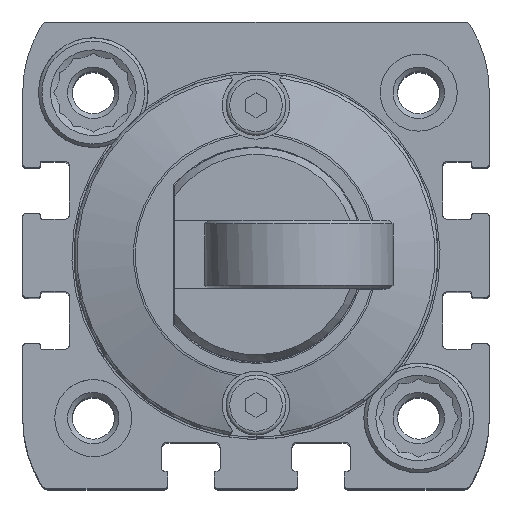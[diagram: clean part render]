
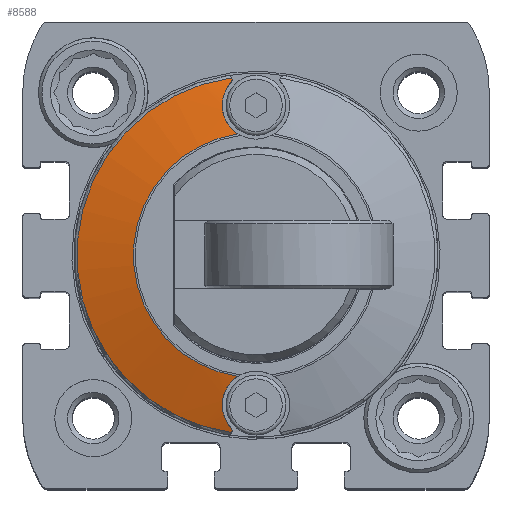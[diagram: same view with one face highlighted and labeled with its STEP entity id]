
A CAD part, top view. The second image highlights one B-rep face of the part: STEP entity #8588.
In plain terms, the highlighted spherical face has radius 65 mm.
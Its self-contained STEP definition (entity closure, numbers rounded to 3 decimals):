
#18=SPHERICAL_SURFACE('',#9540,65.);
#417=B_SPLINE_CURVE_WITH_KNOTS('',3,(#14837,#14838,#14839,#14840,#14841),
 .UNSPECIFIED.,.F.,.F.,(4,1,4),(0.001,0.005,
0.008),.UNSPECIFIED.);
#419=B_SPLINE_CURVE_WITH_KNOTS('',3,(#14856,#14857,#14858,#14859),
 .UNSPECIFIED.,.F.,.F.,(4,4),(0.,0.001),
 .UNSPECIFIED.);
#420=B_SPLINE_CURVE_WITH_KNOTS('',3,(#14861,#14862,#14863,#14864,#14865),
 .UNSPECIFIED.,.F.,.F.,(4,1,4),(0.,0.004,
0.007),.UNSPECIFIED.);
#421=B_SPLINE_CURVE_WITH_KNOTS('',3,(#14867,#14868,#14869,#14870),
 .UNSPECIFIED.,.F.,.F.,(4,4),(0.,0.001),
 .UNSPECIFIED.);
#4028=ORIENTED_EDGE('',*,*,#5359,.F.);
#4029=ORIENTED_EDGE('',*,*,#5353,.T.);
#4030=ORIENTED_EDGE('',*,*,#5358,.T.);
#4031=ORIENTED_EDGE('',*,*,#5360,.T.);
#4032=ORIENTED_EDGE('',*,*,#5361,.F.);
#4033=ORIENTED_EDGE('',*,*,#5362,.F.);
#5353=EDGE_CURVE('',#6237,#6236,#417,.T.);
#5358=EDGE_CURVE('',#6236,#6240,#6702,.T.);
#5359=EDGE_CURVE('',#6237,#6241,#419,.T.);
#5360=EDGE_CURVE('',#6240,#6242,#420,.T.);
#5361=EDGE_CURVE('',#6243,#6242,#421,.T.);
#5362=EDGE_CURVE('',#6241,#6243,#6703,.T.);
#6236=VERTEX_POINT('',#14836);
#6237=VERTEX_POINT('',#14842);
#6240=VERTEX_POINT('',#14853);
#6241=VERTEX_POINT('',#14860);
#6242=VERTEX_POINT('',#14866);
#6243=VERTEX_POINT('',#14871);
#6702=CIRCLE('',#9539,14.317);
#6703=CIRCLE('',#9541,20.911);
#7273=EDGE_LOOP('',(#4028,#4029,#4030,#4031,#4032,#4033));
#7884=FACE_BOUND('',#7273,.T.);
#8588=ADVANCED_FACE('',(#7884),#18,.T.);
#9539=AXIS2_PLACEMENT_3D('',#14854,#11926,#11927);
#9540=AXIS2_PLACEMENT_3D('',#14855,#11928,#11929);
#9541=AXIS2_PLACEMENT_3D('',#14872,#11930,#11931);
#11926=DIRECTION('',(0.,-1.,0.));
#11927=DIRECTION('',(0.,0.,-1.));
#11928=DIRECTION('',(0.,-1.,0.));
#11929=DIRECTION('',(0.,0.,-1.));
#11930=DIRECTION('',(0.,-1.,0.));
#11931=DIRECTION('',(0.,0.,-1.));
#14836=CARTESIAN_POINT('',(14.16,7.225,2.109));
#14837=CARTESIAN_POINT('',(20.15,5.55,2.929));
#14838=CARTESIAN_POINT('',(19.295,5.793,3.703));
#14839=CARTESIAN_POINT('',(16.91,6.465,4.425));
#14840=CARTESIAN_POINT('',(14.79,7.052,3.107));
#14841=CARTESIAN_POINT('',(14.16,7.225,2.109));
#14842=CARTESIAN_POINT('',(20.15,5.55,2.929));
#14853=CARTESIAN_POINT('',(-14.16,7.225,2.109));
#14854=CARTESIAN_POINT('',(0.,7.225,0.));
#14855=CARTESIAN_POINT('',(0.,-56.178,0.));
#14856=CARTESIAN_POINT('',(20.15,5.55,2.929));
#14857=CARTESIAN_POINT('',(20.305,5.506,2.789));
#14858=CARTESIAN_POINT('',(20.535,5.431,2.762));
#14859=CARTESIAN_POINT('',(20.715,5.366,2.855));
#14860=CARTESIAN_POINT('',(20.715,5.366,2.855));
#14861=CARTESIAN_POINT('',(-14.16,7.225,2.109));
#14862=CARTESIAN_POINT('',(-14.791,7.051,3.107));
#14863=CARTESIAN_POINT('',(-16.915,6.463,4.422));
#14864=CARTESIAN_POINT('',(-19.288,5.795,3.71));
#14865=CARTESIAN_POINT('',(-20.15,5.55,2.929));
#14866=CARTESIAN_POINT('',(-20.15,5.55,2.929));
#14867=CARTESIAN_POINT('',(-20.715,5.366,2.855));
#14868=CARTESIAN_POINT('',(-20.535,5.431,2.762));
#14869=CARTESIAN_POINT('',(-20.305,5.506,2.789));
#14870=CARTESIAN_POINT('',(-20.15,5.55,2.929));
#14871=CARTESIAN_POINT('',(-20.715,5.366,2.855));
#14872=CARTESIAN_POINT('',(0.,5.366,0.));
